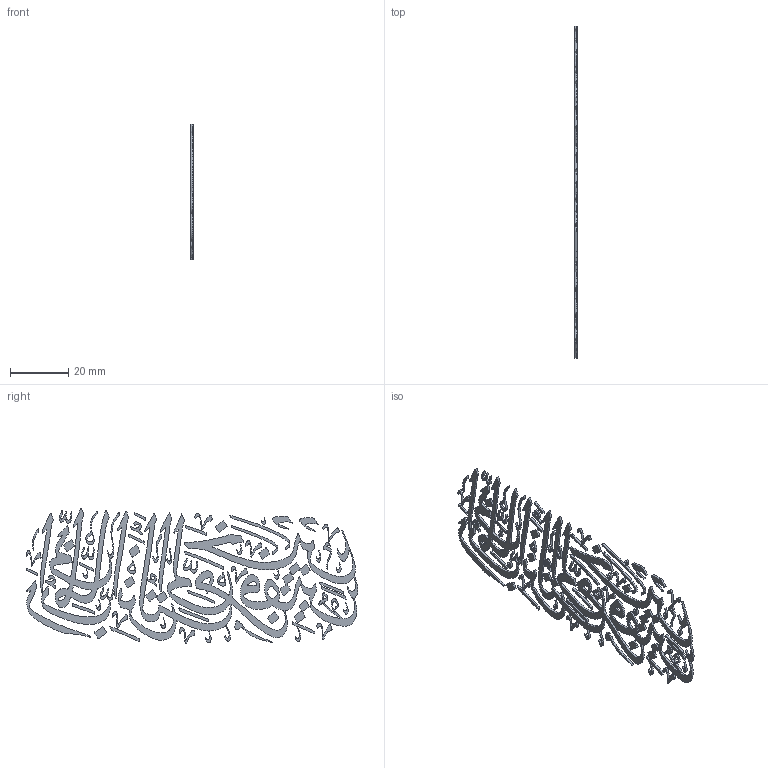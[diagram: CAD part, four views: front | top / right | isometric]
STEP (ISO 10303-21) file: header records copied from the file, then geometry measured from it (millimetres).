
FILE_DESCRIPTION(('FreeCAD Model'),'2;1');
FILE_NAME('Open CASCADE Shape Model','2025-05-04T05:28:34',('FreeCAD'),( 'FreeCAD'),'Open CASCADE STEP processor 7.6','FreeCAD','Unknown');
FILE_SCHEMA(('AUTOMOTIVE_DESIGN { 1 0 10303 214 1 1 1 1 }'));
Products named in the file (1): Open CASCADE STEP translator 7.6 1
Bounding box: 0.71 x 113.79 x 46.6 mm (x, y, z)
Volume: 1228.3 mm3; surface area: 5414.4 mm2
Topology: 65 solids, 65 shells, 4896 faces, 14298 edges, 9532 vertices
Faces by surface type: bspline 4896
Entity records: 144202 total; most frequent: CARTESIAN_POINT 57713, ORIENTED_EDGE 28596, EDGE_CURVE 14298, B_SPLINE_CURVE_WITH_KNOTS 14298, VERTEX_POINT 9532, FACE_BOUND 4914, EDGE_LOOP 4914, ADVANCED_FACE 4896
